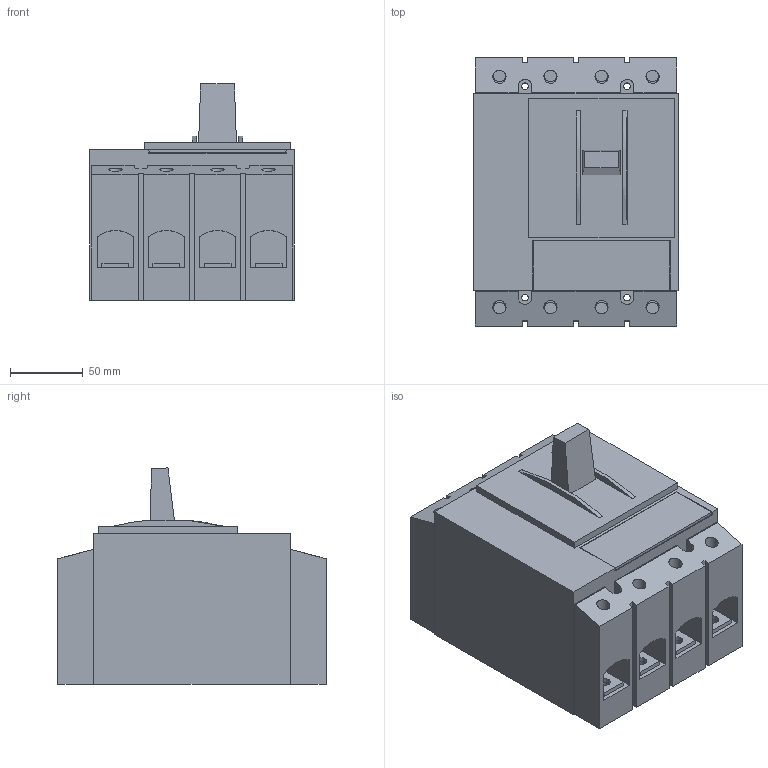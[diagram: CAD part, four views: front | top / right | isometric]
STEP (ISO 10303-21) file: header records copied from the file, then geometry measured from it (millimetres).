
FILE_DESCRIPTION(/* description */ ('STEP AP242','CAx-IF Rec.Pracs.---Representation and Presentation of Product Manufacturing Information (PMI)---4.0---2014-10-13','CAx-IF Rec.Pracs.---3D Tessellated Geometry---0.4---2014-09-14','2;1'),/* implementation_level */ '2;1');
FILE_NAME(/* name */ 'eaton-molded-case-switches-mcad-3d-models-nzm2-4p',/* time_stamp */ '2025-06-16T07:21:41+02:00',/* author */ ('License CC BY-ND 4.0'),/* organization */ ('CADENAS'),/* preprocessor_version */ 'ST-DEVELOPER v19.3',/* originating_system */ 'PARTsolutions',/* authorisation */ ' ');
FILE_SCHEMA (('AP242_MANAGED_MODEL_BASED_3D_ENGINEERING_MIM_LF { 1 0 10303 442 1 1 4 }'));
Length unit declared in the file: millimetre
Products named in the file (4): 265952_(index); 265847_p1; 265847_p3; 265847_p2
Assembly tree (4 placements, depth 2):
  265952_(index)
    265847_p1
    265847_p3  x2
    265847_p2
Bounding box: 140 x 184 x 148.23 mm (x, y, z)
Volume: 2453584.1 mm3; surface area: 211132.7 mm2
Topology: 4 solids, 4 shells, 200 faces, 525 edges, 352 vertices
Faces by surface type: plane 158, cylinder 42
Full cylindrical faces by diameter (mm): 4.5 x4, 8.5 x8, 9 x16
Entity records: 4323 total; most frequent: CARTESIAN_POINT 768, ORIENTED_EDGE 680, DIRECTION 676, EDGE_CURVE 340, LINE 288, VECTOR 288, VERTEX_POINT 238, EDGE_LOOP 210
